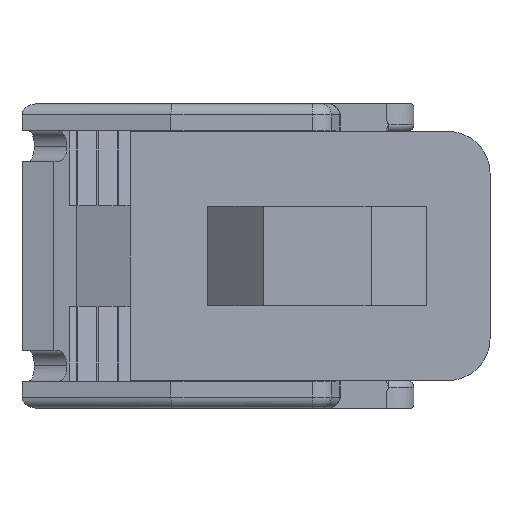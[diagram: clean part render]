
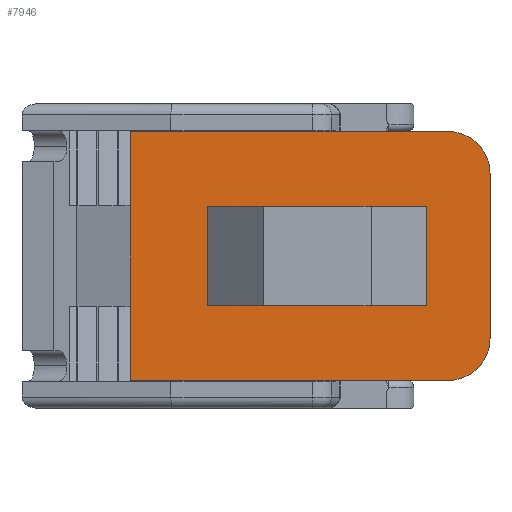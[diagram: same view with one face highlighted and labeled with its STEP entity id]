
A CAD part, left-side view. The second image highlights one B-rep face of the part: STEP entity #7946.
In plain terms, the highlighted planar face has unit normal (-1, 0, 0).
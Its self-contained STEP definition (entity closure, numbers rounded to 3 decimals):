
#145 = CARTESIAN_POINT ( 'NONE',  ( -21., 2., 20. ) ) ;
#199 = EDGE_CURVE ( 'NONE', #3703, #8063, #1959, .T. ) ;
#247 = CARTESIAN_POINT ( 'NONE',  ( -21., 2., 20. ) ) ;
#264 = CARTESIAN_POINT ( 'NONE',  ( -21., -24., 17. ) ) ;
#268 = EDGE_CURVE ( 'NONE', #4503, #7316, #1754, .T. ) ;
#412 = EDGE_LOOP ( 'NONE', ( #1403, #8032, #9032, #732, #8788, #8344 ) ) ;
#481 = CARTESIAN_POINT ( 'NONE',  ( -21., -15.5, 7.6 ) ) ;
#652 = CARTESIAN_POINT ( 'NONE',  ( -21., -24., 20. ) ) ;
#679 = LINE ( 'NONE', #6258, #6528 ) ;
#721 = VECTOR ( 'NONE', #4492, 1000. ) ;
#732 = ORIENTED_EDGE ( 'NONE', *, *, #199, .T. ) ;
#888 = DIRECTION ( 'NONE',  ( 0., 0., -1. ) ) ;
#966 = CARTESIAN_POINT ( 'NONE',  ( -21., -21., 2. ) ) ;
#1198 = CARTESIAN_POINT ( 'NONE',  ( -21., -21., 20. ) ) ;
#1214 = DIRECTION ( 'NONE',  ( 0., 0., 1. ) ) ;
#1360 = ORIENTED_EDGE ( 'NONE', *, *, #1565, .F. ) ;
#1373 = CARTESIAN_POINT ( 'NONE',  ( -21., 2., 2. ) ) ;
#1403 = ORIENTED_EDGE ( 'NONE', *, *, #5035, .T. ) ;
#1454 = EDGE_CURVE ( 'NONE', #7316, #9355, #679, .T. ) ;
#1548 = FACE_BOUND ( 'NONE', #4651, .T. ) ;
#1553 = CARTESIAN_POINT ( 'NONE',  ( -21., -15.5, 9.7 ) ) ;
#1565 = EDGE_CURVE ( 'NONE', #9355, #9524, #5134, .T. ) ;
#1720 = DIRECTION ( 'NONE',  ( -1., 0., 0. ) ) ;
#1725 = DIRECTION ( 'NONE',  ( 0., -1., 0. ) ) ;
#1754 = CIRCLE ( 'NONE', #4217, 4.7 ) ;
#1799 = DIRECTION ( 'NONE',  ( -1., 0., 0. ) ) ;
#1830 = CARTESIAN_POINT ( 'NONE',  ( -21., -12.2, 12.3 ) ) ;
#1952 = CIRCLE ( 'NONE', #5190, 4.7 ) ;
#1959 = CIRCLE ( 'NONE', #3205, 3. ) ;
#2122 = VERTEX_POINT ( 'NONE', #7527 ) ;
#2124 = DIRECTION ( 'NONE',  ( -1., 0., 0. ) ) ;
#2362 = CARTESIAN_POINT ( 'NONE',  ( -21., -12.2, 7.6 ) ) ;
#2554 = VERTEX_POINT ( 'NONE', #4926 ) ;
#2634 = DIRECTION ( 'NONE',  ( 0., -1., 0. ) ) ;
#2671 = DIRECTION ( 'NONE',  ( -1., 0., 0. ) ) ;
#2705 = CARTESIAN_POINT ( 'NONE',  ( -21., -21., 17. ) ) ;
#2890 = EDGE_CURVE ( 'NONE', #8063, #5566, #9540, .T. ) ;
#3205 = AXIS2_PLACEMENT_3D ( 'NONE', #2705, #2671, #2634 ) ;
#3207 = DIRECTION ( 'NONE',  ( 0., -1., 0. ) ) ;
#3214 = VECTOR ( 'NONE', #1214, 1000. ) ;
#3332 = ORIENTED_EDGE ( 'NONE', *, *, #268, .F. ) ;
#3408 = DIRECTION ( 'NONE',  ( 0., 0., -1. ) ) ;
#3547 = LINE ( 'NONE', #4142, #9187 ) ;
#3703 = VERTEX_POINT ( 'NONE', #264 ) ;
#3924 = CARTESIAN_POINT ( 'NONE',  ( -21., -7.5, 14.4 ) ) ;
#3949 = AXIS2_PLACEMENT_3D ( 'NONE', #247, #7594, #3207 ) ;
#4139 = VERTEX_POINT ( 'NONE', #966 ) ;
#4142 = CARTESIAN_POINT ( 'NONE',  ( -21., -7.5, 14.4 ) ) ;
#4143 = CARTESIAN_POINT ( 'NONE',  ( -21., -15.5, 9.7 ) ) ;
#4217 = AXIS2_PLACEMENT_3D ( 'NONE', #1830, #1799, #1725 ) ;
#4363 = ORIENTED_EDGE ( 'NONE', *, *, #1454, .F. ) ;
#4492 = DIRECTION ( 'NONE',  ( 0., -1., 0. ) ) ;
#4503 = VERTEX_POINT ( 'NONE', #6769 ) ;
#4645 = PLANE ( 'NONE',  #3949 ) ;
#4651 = EDGE_LOOP ( 'NONE', ( #1360, #4363, #3332, #8552, #7164, #5846 ) ) ;
#4854 = DIRECTION ( 'NONE',  ( 0., -1., 0. ) ) ;
#4926 = CARTESIAN_POINT ( 'NONE',  ( -21., -24., 5. ) ) ;
#4973 = CARTESIAN_POINT ( 'NONE',  ( -21., -7.5, 14.4 ) ) ;
#4989 = LINE ( 'NONE', #652, #7179 ) ;
#5035 = EDGE_CURVE ( 'NONE', #7766, #4139, #6570, .T. ) ;
#5134 = LINE ( 'NONE', #4143, #3214 ) ;
#5190 = AXIS2_PLACEMENT_3D ( 'NONE', #6503, #2124, #7250 ) ;
#5460 = EDGE_CURVE ( 'NONE', #5566, #7766, #9257, .T. ) ;
#5566 = VERTEX_POINT ( 'NONE', #9103 ) ;
#5756 = DIRECTION ( 'NONE',  ( 0., 0., 1. ) ) ;
#5846 = ORIENTED_EDGE ( 'NONE', *, *, #6393, .F. ) ;
#6097 = CARTESIAN_POINT ( 'NONE',  ( -21., -21., 5. ) ) ;
#6140 = LINE ( 'NONE', #3924, #7882 ) ;
#6258 = CARTESIAN_POINT ( 'NONE',  ( -21., -12.2, 7.6 ) ) ;
#6393 = EDGE_CURVE ( 'NONE', #9524, #2122, #1952, .T. ) ;
#6503 = CARTESIAN_POINT ( 'NONE',  ( -21., -10.8, 9.7 ) ) ;
#6528 = VECTOR ( 'NONE', #4854, 1000. ) ;
#6570 = LINE ( 'NONE', #8904, #721 ) ;
#6769 = CARTESIAN_POINT ( 'NONE',  ( -21., -7.5, 12.3 ) ) ;
#6857 = DIRECTION ( 'NONE',  ( 0., -1., 0. ) ) ;
#6984 = CARTESIAN_POINT ( 'NONE',  ( -21., 2., 20. ) ) ;
#7023 = AXIS2_PLACEMENT_3D ( 'NONE', #6097, #1720, #6857 ) ;
#7029 = EDGE_CURVE ( 'NONE', #9432, #4503, #3547, .T. ) ;
#7164 = ORIENTED_EDGE ( 'NONE', *, *, #7362, .F. ) ;
#7179 = VECTOR ( 'NONE', #5756, 1000. ) ;
#7250 = DIRECTION ( 'NONE',  ( 0., 1., 0. ) ) ;
#7316 = VERTEX_POINT ( 'NONE', #2362 ) ;
#7362 = EDGE_CURVE ( 'NONE', #2122, #9432, #6140, .T. ) ;
#7527 = CARTESIAN_POINT ( 'NONE',  ( -21., -10.8, 14.4 ) ) ;
#7562 = DIRECTION ( 'NONE',  ( 0., 1., 0. ) ) ;
#7594 = DIRECTION ( 'NONE',  ( -1., 0., 0. ) ) ;
#7766 = VERTEX_POINT ( 'NONE', #1373 ) ;
#7882 = VECTOR ( 'NONE', #7562, 1000. ) ;
#7946 = ADVANCED_FACE ( 'NONE', ( #9401, #1548 ), #4645, .T. ) ;
#8032 = ORIENTED_EDGE ( 'NONE', *, *, #8509, .T. ) ;
#8063 = VERTEX_POINT ( 'NONE', #1198 ) ;
#8344 = ORIENTED_EDGE ( 'NONE', *, *, #5460, .T. ) ;
#8509 = EDGE_CURVE ( 'NONE', #4139, #2554, #8681, .T. ) ;
#8552 = ORIENTED_EDGE ( 'NONE', *, *, #7029, .F. ) ;
#8626 = VECTOR ( 'NONE', #9350, 1000. ) ;
#8681 = CIRCLE ( 'NONE', #7023, 3. ) ;
#8765 = VECTOR ( 'NONE', #888, 1000. ) ;
#8788 = ORIENTED_EDGE ( 'NONE', *, *, #2890, .T. ) ;
#8904 = CARTESIAN_POINT ( 'NONE',  ( -21., 2., 2. ) ) ;
#9032 = ORIENTED_EDGE ( 'NONE', *, *, #9498, .T. ) ;
#9103 = CARTESIAN_POINT ( 'NONE',  ( -21., 2., 20. ) ) ;
#9187 = VECTOR ( 'NONE', #3408, 1000. ) ;
#9257 = LINE ( 'NONE', #145, #8765 ) ;
#9350 = DIRECTION ( 'NONE',  ( 0., 1., 0. ) ) ;
#9355 = VERTEX_POINT ( 'NONE', #481 ) ;
#9401 = FACE_OUTER_BOUND ( 'NONE', #412, .T. ) ;
#9432 = VERTEX_POINT ( 'NONE', #4973 ) ;
#9498 = EDGE_CURVE ( 'NONE', #2554, #3703, #4989, .T. ) ;
#9524 = VERTEX_POINT ( 'NONE', #1553 ) ;
#9540 = LINE ( 'NONE', #6984, #8626 ) ;
